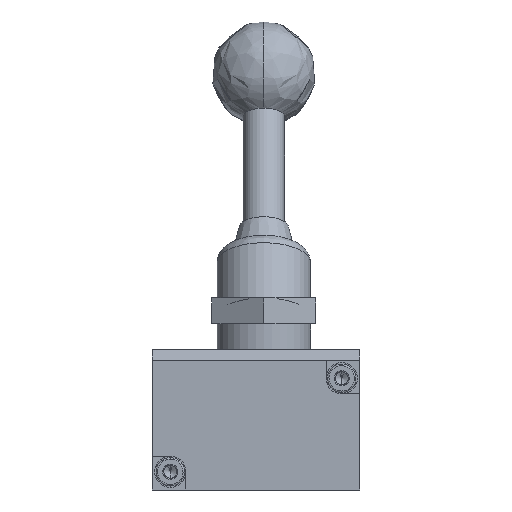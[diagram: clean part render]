
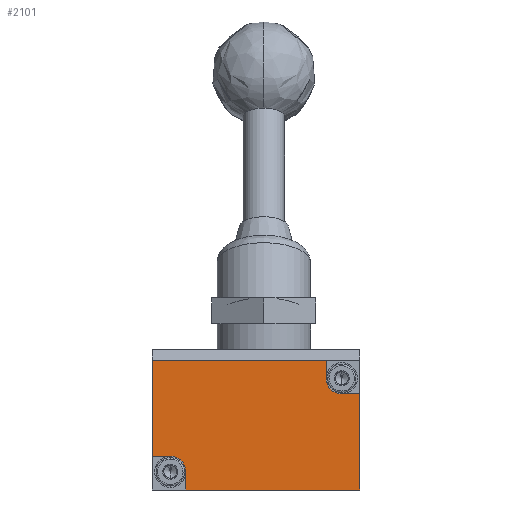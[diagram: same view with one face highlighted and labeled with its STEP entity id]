
A CAD part, front view. The second image highlights one B-rep face of the part: STEP entity #2101.
In plain terms, the highlighted planar face has unit normal (0, -1, 0).
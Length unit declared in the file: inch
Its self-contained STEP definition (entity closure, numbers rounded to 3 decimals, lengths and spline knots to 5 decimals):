
#29 = VECTOR ( 'NONE', #1839, 39.37008 ) ;
#89 = EDGE_CURVE ( 'NONE', #1596, #1474, #5415, .T. ) ;
#194 = ORIENTED_EDGE ( 'NONE', *, *, #89, .T. ) ;
#238 = CARTESIAN_POINT ( 'NONE',  ( -0.64961, 0., 0.1378 ) ) ;
#239 = EDGE_CURVE ( 'NONE', #1474, #1233, #2980, .T. ) ;
#293 = VERTEX_POINT ( 'NONE', #6202 ) ;
#309 = EDGE_CURVE ( 'NONE', #293, #1233, #3242, .T. ) ;
#323 = ORIENTED_EDGE ( 'NONE', *, *, #1626, .F. ) ;
#493 = DIRECTION ( 'NONE',  ( -1., 0., 0. ) ) ;
#520 = DIRECTION ( 'NONE',  ( 0., 0., -1. ) ) ;
#536 = CARTESIAN_POINT ( 'NONE',  ( 0.7874, 0., 0. ) ) ;
#568 = EDGE_CURVE ( 'NONE', #3423, #3014, #2093, .T. ) ;
#570 = AXIS2_PLACEMENT_3D ( 'NONE', #238, #1769, #2815 ) ;
#713 = ORIENTED_EDGE ( 'NONE', *, *, #892, .F. ) ;
#892 = EDGE_CURVE ( 'NONE', #3423, #2800, #3880, .T. ) ;
#961 = ORIENTED_EDGE ( 'NONE', *, *, #1807, .T. ) ;
#1056 = CARTESIAN_POINT ( 'NONE',  ( -0.7874, 0., 0. ) ) ;
#1144 = DIRECTION ( 'NONE',  ( 1., 0., 0. ) ) ;
#1167 = CARTESIAN_POINT ( 'NONE',  ( 0.7874, 0., 0.72835 ) ) ;
#1202 = CARTESIAN_POINT ( 'NONE',  ( 0.64961, 0., 0.84646 ) ) ;
#1233 = VERTEX_POINT ( 'NONE', #5377 ) ;
#1273 = ORIENTED_EDGE ( 'NONE', *, *, #2306, .F. ) ;
#1372 = CARTESIAN_POINT ( 'NONE',  ( 0.5315, 0., 0. ) ) ;
#1407 = FACE_OUTER_BOUND ( 'NONE', #3490, .T. ) ;
#1415 = CARTESIAN_POINT ( 'NONE',  ( -0.7874, 0., 0.25591 ) ) ;
#1474 = VERTEX_POINT ( 'NONE', #536 ) ;
#1518 = LINE ( 'NONE', #5044, #3218 ) ;
#1526 = CARTESIAN_POINT ( 'NONE',  ( -0.64961, 0., 0.25591 ) ) ;
#1567 = ORIENTED_EDGE ( 'NONE', *, *, #2256, .F. ) ;
#1596 = VERTEX_POINT ( 'NONE', #1916 ) ;
#1626 = EDGE_CURVE ( 'NONE', #5556, #3828, #1847, .T. ) ;
#1769 = DIRECTION ( 'NONE',  ( 0., -1., 0. ) ) ;
#1807 = EDGE_CURVE ( 'NONE', #3014, #3828, #4117, .T. ) ;
#1839 = DIRECTION ( 'NONE',  ( 0., 0., -1. ) ) ;
#1847 = LINE ( 'NONE', #1415, #5715 ) ;
#1916 = CARTESIAN_POINT ( 'NONE',  ( -0.5315, 0., 0. ) ) ;
#2055 = DIRECTION ( 'NONE',  ( -1., 0., 0. ) ) ;
#2093 = LINE ( 'NONE', #3570, #5384 ) ;
#2101 = ADVANCED_FACE ( 'NONE', ( #1407 ), #2954, .F. ) ;
#2116 = ORIENTED_EDGE ( 'NONE', *, *, #5975, .F. ) ;
#2256 = EDGE_CURVE ( 'NONE', #2800, #293, #3626, .T. ) ;
#2281 = CARTESIAN_POINT ( 'NONE',  ( 0.5315, 0., 0.98425 ) ) ;
#2306 = EDGE_CURVE ( 'NONE', #4813, #5556, #4471, .T. ) ;
#2584 = ORIENTED_EDGE ( 'NONE', *, *, #309, .F. ) ;
#2780 = DIRECTION ( 'NONE',  ( 0., 0., 1. ) ) ;
#2800 = VERTEX_POINT ( 'NONE', #3078 ) ;
#2815 = DIRECTION ( 'NONE',  ( 0., 0., 1. ) ) ;
#2921 = CARTESIAN_POINT ( 'NONE',  ( 0.7874, 0., 0. ) ) ;
#2954 = PLANE ( 'NONE',  #5192 ) ;
#2980 = LINE ( 'NONE', #5059, #3386 ) ;
#3014 = VERTEX_POINT ( 'NONE', #3824 ) ;
#3078 = CARTESIAN_POINT ( 'NONE',  ( 0.5315, 0., 0.84646 ) ) ;
#3159 = VECTOR ( 'NONE', #6469, 39.37008 ) ;
#3218 = VECTOR ( 'NONE', #5435, 39.37008 ) ;
#3242 = LINE ( 'NONE', #1167, #4970 ) ;
#3386 = VECTOR ( 'NONE', #5092, 39.37008 ) ;
#3423 = VERTEX_POINT ( 'NONE', #2281 ) ;
#3490 = EDGE_LOOP ( 'NONE', ( #1567, #713, #4534, #961, #323, #1273, #2116, #194, #6109, #2584 ) ) ;
#3570 = CARTESIAN_POINT ( 'NONE',  ( -0.7874, 0., 0.98425 ) ) ;
#3626 = CIRCLE ( 'NONE', #5623, 0.11811 ) ;
#3824 = CARTESIAN_POINT ( 'NONE',  ( -0.7874, 0., 0.98425 ) ) ;
#3828 = VERTEX_POINT ( 'NONE', #3939 ) ;
#3880 = LINE ( 'NONE', #1372, #29 ) ;
#3939 = CARTESIAN_POINT ( 'NONE',  ( -0.7874, 0., 0.25591 ) ) ;
#4117 = LINE ( 'NONE', #1056, #5821 ) ;
#4471 = CIRCLE ( 'NONE', #570, 0.11811 ) ;
#4474 = DIRECTION ( 'NONE',  ( 0., 1., 0. ) ) ;
#4534 = ORIENTED_EDGE ( 'NONE', *, *, #568, .T. ) ;
#4813 = VERTEX_POINT ( 'NONE', #6095 ) ;
#4962 = CARTESIAN_POINT ( 'NONE',  ( 0.7874, 0., 0. ) ) ;
#4970 = VECTOR ( 'NONE', #1144, 39.37008 ) ;
#5044 = CARTESIAN_POINT ( 'NONE',  ( -0.5315, 0., 0. ) ) ;
#5059 = CARTESIAN_POINT ( 'NONE',  ( 0.7874, 0., 0.98425 ) ) ;
#5092 = DIRECTION ( 'NONE',  ( 0., 0., 1. ) ) ;
#5158 = DIRECTION ( 'NONE',  ( 0., -1., 0. ) ) ;
#5192 = AXIS2_PLACEMENT_3D ( 'NONE', #4962, #4474, #5983 ) ;
#5377 = CARTESIAN_POINT ( 'NONE',  ( 0.7874, 0., 0.72835 ) ) ;
#5384 = VECTOR ( 'NONE', #2055, 39.37008 ) ;
#5415 = LINE ( 'NONE', #2921, #3159 ) ;
#5435 = DIRECTION ( 'NONE',  ( 0., 0., 1. ) ) ;
#5556 = VERTEX_POINT ( 'NONE', #1526 ) ;
#5623 = AXIS2_PLACEMENT_3D ( 'NONE', #1202, #5158, #2780 ) ;
#5715 = VECTOR ( 'NONE', #493, 39.37008 ) ;
#5821 = VECTOR ( 'NONE', #520, 39.37008 ) ;
#5975 = EDGE_CURVE ( 'NONE', #1596, #4813, #1518, .T. ) ;
#5983 = DIRECTION ( 'NONE',  ( 0., 0., -1. ) ) ;
#6095 = CARTESIAN_POINT ( 'NONE',  ( -0.5315, 0., 0.1378 ) ) ;
#6109 = ORIENTED_EDGE ( 'NONE', *, *, #239, .T. ) ;
#6202 = CARTESIAN_POINT ( 'NONE',  ( 0.64961, 0., 0.72835 ) ) ;
#6469 = DIRECTION ( 'NONE',  ( 1., 0., 0. ) ) ;
